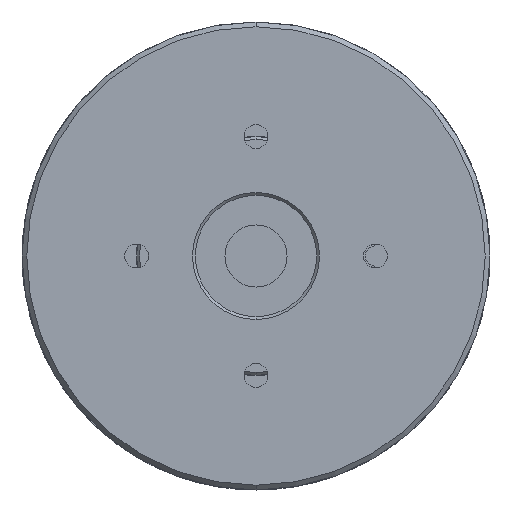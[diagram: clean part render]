
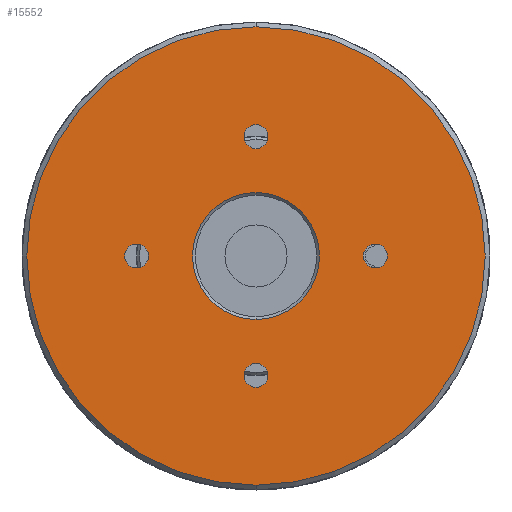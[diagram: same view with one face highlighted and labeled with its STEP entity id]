
A CAD part, left-side view. The second image highlights one B-rep face of the part: STEP entity #15552.
In plain terms, the highlighted planar face has unit normal (-1, 0, 0).
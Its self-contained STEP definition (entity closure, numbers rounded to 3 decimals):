
#696 = EDGE_CURVE ( 'NONE', #10567, #9431, #3825, .T. ) ;
#728 = VERTEX_POINT ( 'NONE', #15627 ) ;
#1165 = DIRECTION ( 'NONE',  ( 1., 0., 0. ) ) ;
#1194 = ORIENTED_EDGE ( 'NONE', *, *, #12271, .F. ) ;
#1402 = EDGE_LOOP ( 'NONE', ( #5885, #10037 ) ) ;
#1978 = EDGE_CURVE ( 'NONE', #13206, #13242, #14165, .T. ) ;
#2001 = EDGE_LOOP ( 'NONE', ( #8366, #12476 ) ) ;
#2278 = AXIS2_PLACEMENT_3D ( 'NONE', #6943, #14055, #15091 ) ;
#2339 = DIRECTION ( 'NONE',  ( -1., 0., 0. ) ) ;
#2528 = EDGE_CURVE ( 'NONE', #14697, #4370, #8034, .T. ) ;
#2652 = FACE_BOUND ( 'NONE', #18285, .T. ) ;
#2658 = DIRECTION ( 'NONE',  ( 1., 0., 0. ) ) ;
#2809 = CARTESIAN_POINT ( 'NONE',  ( 0., 0., 6.65 ) ) ;
#2814 = DIRECTION ( 'NONE',  ( -1., 0., 0. ) ) ;
#2970 = DIRECTION ( 'NONE',  ( 0., 0., 1. ) ) ;
#3193 = CARTESIAN_POINT ( 'NONE',  ( 0., 0., -12.5 ) ) ;
#3784 = VERTEX_POINT ( 'NONE', #10091 ) ;
#3825 = CIRCLE ( 'NONE', #17382, 6.65 ) ;
#4040 = CIRCLE ( 'NONE', #12594, 1.25 ) ;
#4221 = DIRECTION ( 'NONE',  ( 0., 0., 1. ) ) ;
#4370 = VERTEX_POINT ( 'NONE', #10830 ) ;
#4627 = EDGE_CURVE ( 'NONE', #15586, #17024, #4040, .T. ) ;
#5008 = DIRECTION ( 'NONE',  ( 0., 0., 1. ) ) ;
#5151 = DIRECTION ( 'NONE',  ( -1., 0., 0. ) ) ;
#5218 = CARTESIAN_POINT ( 'NONE',  ( 0., 0., -11.25 ) ) ;
#5275 = CIRCLE ( 'NONE', #18251, 1.25 ) ;
#5837 = ORIENTED_EDGE ( 'NONE', *, *, #16479, .F. ) ;
#5885 = ORIENTED_EDGE ( 'NONE', *, *, #696, .F. ) ;
#6002 = CARTESIAN_POINT ( 'NONE',  ( 0., -12.5, -1.25 ) ) ;
#6143 = CIRCLE ( 'NONE', #9411, 6.65 ) ;
#6320 = CIRCLE ( 'NONE', #11928, 24. ) ;
#6572 = CARTESIAN_POINT ( 'NONE',  ( 0., -12.5, 0. ) ) ;
#6792 = AXIS2_PLACEMENT_3D ( 'NONE', #16680, #12537, #9856 ) ;
#6943 = CARTESIAN_POINT ( 'NONE',  ( 0., 0., 12.5 ) ) ;
#7282 = CARTESIAN_POINT ( 'NONE',  ( 0., 0., -24. ) ) ;
#7694 = VERTEX_POINT ( 'NONE', #6002 ) ;
#7802 = ORIENTED_EDGE ( 'NONE', *, *, #10406, .F. ) ;
#7958 = CARTESIAN_POINT ( 'NONE',  ( 0., 12.5, 0. ) ) ;
#8034 = CIRCLE ( 'NONE', #10978, 1.25 ) ;
#8059 = AXIS2_PLACEMENT_3D ( 'NONE', #15917, #5151, #9118 ) ;
#8197 = FACE_BOUND ( 'NONE', #2001, .T. ) ;
#8366 = ORIENTED_EDGE ( 'NONE', *, *, #13994, .F. ) ;
#8444 = DIRECTION ( 'NONE',  ( 0., 0., 1. ) ) ;
#8521 = AXIS2_PLACEMENT_3D ( 'NONE', #6572, #9536, #5008 ) ;
#8820 = CIRCLE ( 'NONE', #8521, 1.25 ) ;
#8925 = DIRECTION ( 'NONE',  ( -1., 0., 0. ) ) ;
#9118 = DIRECTION ( 'NONE',  ( 0., 0., 1. ) ) ;
#9339 = CARTESIAN_POINT ( 'NONE',  ( 0., 0., 24. ) ) ;
#9411 = AXIS2_PLACEMENT_3D ( 'NONE', #10021, #10105, #12524 ) ;
#9431 = VERTEX_POINT ( 'NONE', #17026 ) ;
#9509 = FACE_BOUND ( 'NONE', #17623, .T. ) ;
#9536 = DIRECTION ( 'NONE',  ( -1., 0., 0. ) ) ;
#9582 = ORIENTED_EDGE ( 'NONE', *, *, #16713, .F. ) ;
#9679 = CIRCLE ( 'NONE', #12899, 1.25 ) ;
#9685 = CARTESIAN_POINT ( 'NONE',  ( 0., 24.5, 0. ) ) ;
#9769 = DIRECTION ( 'NONE',  ( -1., 0., 0. ) ) ;
#9835 = CARTESIAN_POINT ( 'NONE',  ( 0., 0., 0. ) ) ;
#9856 = DIRECTION ( 'NONE',  ( 0., 0., -1. ) ) ;
#10021 = CARTESIAN_POINT ( 'NONE',  ( 0., 0., 0. ) ) ;
#10037 = ORIENTED_EDGE ( 'NONE', *, *, #10318, .F. ) ;
#10091 = CARTESIAN_POINT ( 'NONE',  ( 0., 0., 11.25 ) ) ;
#10105 = DIRECTION ( 'NONE',  ( -1., 0., 0. ) ) ;
#10318 = EDGE_CURVE ( 'NONE', #9431, #10567, #6143, .T. ) ;
#10406 = EDGE_CURVE ( 'NONE', #4370, #14697, #5275, .T. ) ;
#10567 = VERTEX_POINT ( 'NONE', #2809 ) ;
#10658 = CARTESIAN_POINT ( 'NONE',  ( 0., 0., -12.5 ) ) ;
#10830 = CARTESIAN_POINT ( 'NONE',  ( 0., 0., -13.75 ) ) ;
#10848 = CIRCLE ( 'NONE', #2278, 1.25 ) ;
#10886 = FACE_BOUND ( 'NONE', #13591, .T. ) ;
#10978 = AXIS2_PLACEMENT_3D ( 'NONE', #10658, #2339, #14784 ) ;
#11267 = CARTESIAN_POINT ( 'NONE',  ( 0., -12.5, 1.25 ) ) ;
#11351 = EDGE_CURVE ( 'NONE', #728, #3784, #10848, .T. ) ;
#11371 = CARTESIAN_POINT ( 'NONE',  ( 0., 0., 12.5 ) ) ;
#11516 = CARTESIAN_POINT ( 'NONE',  ( 0., 12.5, -1.25 ) ) ;
#11928 = AXIS2_PLACEMENT_3D ( 'NONE', #15291, #2658, #16954 ) ;
#12271 = EDGE_CURVE ( 'NONE', #16445, #7694, #8820, .T. ) ;
#12434 = EDGE_CURVE ( 'NONE', #3784, #728, #9679, .T. ) ;
#12476 = ORIENTED_EDGE ( 'NONE', *, *, #4627, .F. ) ;
#12524 = DIRECTION ( 'NONE',  ( 0., 0., 1. ) ) ;
#12532 = PLANE ( 'NONE',  #14571 ) ;
#12537 = DIRECTION ( 'NONE',  ( 1., 0., 0. ) ) ;
#12594 = AXIS2_PLACEMENT_3D ( 'NONE', #7958, #9769, #4221 ) ;
#12715 = ORIENTED_EDGE ( 'NONE', *, *, #2528, .F. ) ;
#12831 = DIRECTION ( 'NONE',  ( 0., 0., 1. ) ) ;
#12899 = AXIS2_PLACEMENT_3D ( 'NONE', #11371, #16979, #12831 ) ;
#13206 = VERTEX_POINT ( 'NONE', #9339 ) ;
#13242 = VERTEX_POINT ( 'NONE', #7282 ) ;
#13591 = EDGE_LOOP ( 'NONE', ( #1194, #9582 ) ) ;
#13994 = EDGE_CURVE ( 'NONE', #17024, #15586, #17893, .T. ) ;
#14055 = DIRECTION ( 'NONE',  ( -1., 0., 0. ) ) ;
#14165 = CIRCLE ( 'NONE', #6792, 24. ) ;
#14365 = ORIENTED_EDGE ( 'NONE', *, *, #1978, .F. ) ;
#14425 = DIRECTION ( 'NONE',  ( 0., 0., 1. ) ) ;
#14571 = AXIS2_PLACEMENT_3D ( 'NONE', #9685, #1165, #15189 ) ;
#14697 = VERTEX_POINT ( 'NONE', #5218 ) ;
#14784 = DIRECTION ( 'NONE',  ( 0., 0., 1. ) ) ;
#15091 = DIRECTION ( 'NONE',  ( 0., 0., 1. ) ) ;
#15189 = DIRECTION ( 'NONE',  ( 0., 0., -1. ) ) ;
#15268 = ORIENTED_EDGE ( 'NONE', *, *, #11351, .F. ) ;
#15291 = CARTESIAN_POINT ( 'NONE',  ( 0., 0., 0. ) ) ;
#15427 = CARTESIAN_POINT ( 'NONE',  ( 0., 12.5, 1.25 ) ) ;
#15505 = DIRECTION ( 'NONE',  ( -1., 0., 0. ) ) ;
#15552 = ADVANCED_FACE ( 'NONE', ( #9509, #10886, #2652, #8197, #16489, #18165 ), #12532, .F. ) ;
#15586 = VERTEX_POINT ( 'NONE', #11516 ) ;
#15627 = CARTESIAN_POINT ( 'NONE',  ( 0., 0., 13.75 ) ) ;
#15859 = ORIENTED_EDGE ( 'NONE', *, *, #12434, .F. ) ;
#15917 = CARTESIAN_POINT ( 'NONE',  ( 0., -12.5, 0. ) ) ;
#15984 = CIRCLE ( 'NONE', #8059, 1.25 ) ;
#16096 = AXIS2_PLACEMENT_3D ( 'NONE', #16987, #15505, #2970 ) ;
#16445 = VERTEX_POINT ( 'NONE', #11267 ) ;
#16479 = EDGE_CURVE ( 'NONE', #13242, #13206, #6320, .T. ) ;
#16489 = FACE_BOUND ( 'NONE', #1402, .T. ) ;
#16680 = CARTESIAN_POINT ( 'NONE',  ( 0., 0., 0. ) ) ;
#16713 = EDGE_CURVE ( 'NONE', #7694, #16445, #15984, .T. ) ;
#16928 = EDGE_LOOP ( 'NONE', ( #5837, #14365 ) ) ;
#16954 = DIRECTION ( 'NONE',  ( 0., 0., -1. ) ) ;
#16979 = DIRECTION ( 'NONE',  ( -1., 0., 0. ) ) ;
#16987 = CARTESIAN_POINT ( 'NONE',  ( 0., 12.5, 0. ) ) ;
#17024 = VERTEX_POINT ( 'NONE', #15427 ) ;
#17026 = CARTESIAN_POINT ( 'NONE',  ( 0., 0., -6.65 ) ) ;
#17382 = AXIS2_PLACEMENT_3D ( 'NONE', #9835, #2814, #8444 ) ;
#17623 = EDGE_LOOP ( 'NONE', ( #15268, #15859 ) ) ;
#17893 = CIRCLE ( 'NONE', #16096, 1.25 ) ;
#18165 = FACE_OUTER_BOUND ( 'NONE', #16928, .T. ) ;
#18251 = AXIS2_PLACEMENT_3D ( 'NONE', #3193, #8925, #14425 ) ;
#18285 = EDGE_LOOP ( 'NONE', ( #12715, #7802 ) ) ;
